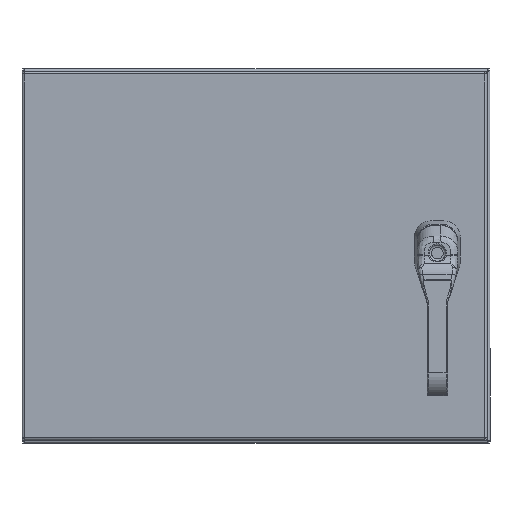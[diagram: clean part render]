
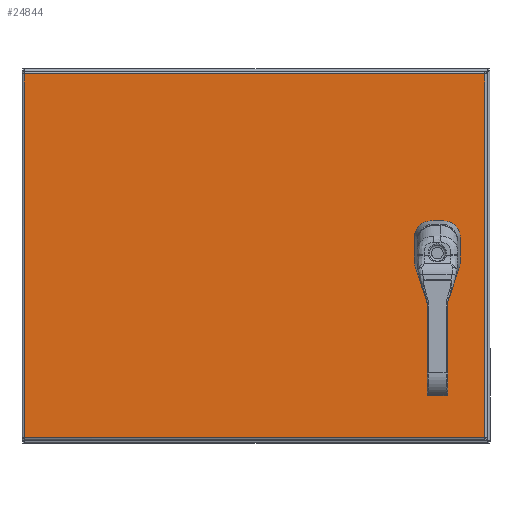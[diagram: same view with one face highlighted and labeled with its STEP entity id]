
A CAD part, top view. The second image highlights one B-rep face of the part: STEP entity #24844.
In plain terms, the highlighted planar face has unit normal (0, 0, 1).
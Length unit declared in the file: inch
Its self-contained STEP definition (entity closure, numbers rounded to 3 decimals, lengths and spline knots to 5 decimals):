
#216 = FACE_BOUND ( 'NONE', #59112, .T. ) ;
#265 = VECTOR ( 'NONE', #19510, 39.37008 ) ;
#643 = ORIENTED_EDGE ( 'NONE', *, *, #47913, .F. ) ;
#693 = CARTESIAN_POINT ( 'NONE',  ( 19.76975, 8., 8.9175 ) ) ;
#788 = VERTEX_POINT ( 'NONE', #67843 ) ;
#1504 = CARTESIAN_POINT ( 'NONE',  ( 17.75, 8., 8.9175 ) ) ;
#1545 = CARTESIAN_POINT ( 'NONE',  ( 19.76975, 15.76975, 8.9175 ) ) ;
#1663 = DIRECTION ( 'NONE',  ( 0., 1., 0. ) ) ;
#1844 = VERTEX_POINT ( 'NONE', #6054 ) ;
#2275 = DIRECTION ( 'NONE',  ( 0., 1., 0. ) ) ;
#2632 = DIRECTION ( 'NONE',  ( 0., -1., 0. ) ) ;
#2764 = DIRECTION ( 'NONE',  ( 0., 0., -1. ) ) ;
#2793 = CARTESIAN_POINT ( 'NONE',  ( 19.76975, 0.23025, 8.9175 ) ) ;
#2881 = CARTESIAN_POINT ( 'NONE',  ( 18.15, 7.78738, 8.9175 ) ) ;
#3383 = CIRCLE ( 'NONE', #18435, 0.453 ) ;
#3701 = LINE ( 'NONE', #19045, #45560 ) ;
#4272 = AXIS2_PLACEMENT_3D ( 'NONE', #8303, #59604, #8553 ) ;
#4470 = AXIS2_PLACEMENT_3D ( 'NONE', #31839, #25389, #49058 ) ;
#4558 = ORIENTED_EDGE ( 'NONE', *, *, #25107, .T. ) ;
#4641 = FACE_OUTER_BOUND ( 'NONE', #11704, .T. ) ;
#5032 = CARTESIAN_POINT ( 'NONE',  ( 17.35, 8.21262, 8.9175 ) ) ;
#6054 = CARTESIAN_POINT ( 'NONE',  ( 17.96262, 7.6, 8.9175 ) ) ;
#6259 = CARTESIAN_POINT ( 'NONE',  ( 17.53738, 7.6, 8.9175 ) ) ;
#7102 = AXIS2_PLACEMENT_3D ( 'NONE', #72004, #32389, #61339 ) ;
#7601 = VECTOR ( 'NONE', #2632, 39.37008 ) ;
#7727 = CARTESIAN_POINT ( 'NONE',  ( 9.9375, 8., 8.9175 ) ) ;
#8258 = EDGE_CURVE ( 'NONE', #8267, #8267, #43820, .T. ) ;
#8267 = VERTEX_POINT ( 'NONE', #26755 ) ;
#8303 = CARTESIAN_POINT ( 'NONE',  ( 17.75, 8., 8.9175 ) ) ;
#8553 = DIRECTION ( 'NONE',  ( -1., 0., 0. ) ) ;
#8632 = AXIS2_PLACEMENT_3D ( 'NONE', #7727, #19376, #25842 ) ;
#9686 = DIRECTION ( 'NONE',  ( 0., 0., -1. ) ) ;
#10245 = EDGE_LOOP ( 'NONE', ( #72133, #17382, #73337, #65409, #68948, #57064, #4558, #66709 ) ) ;
#10952 = DIRECTION ( 'NONE',  ( -1., 0., 0. ) ) ;
#11702 = VERTEX_POINT ( 'NONE', #19688 ) ;
#11704 = EDGE_LOOP ( 'NONE', ( #643, #62232, #61700, #11989 ) ) ;
#11719 = VERTEX_POINT ( 'NONE', #2793 ) ;
#11989 = ORIENTED_EDGE ( 'NONE', *, *, #62343, .F. ) ;
#12877 = LINE ( 'NONE', #693, #53004 ) ;
#12887 = AXIS2_PLACEMENT_3D ( 'NONE', #59042, #2764, #42549 ) ;
#13633 = PLANE ( 'NONE',  #8632 ) ;
#14468 = VECTOR ( 'NONE', #2275, 39.37008 ) ;
#15367 = LINE ( 'NONE', #19858, #39437 ) ;
#17382 = ORIENTED_EDGE ( 'NONE', *, *, #27090, .T. ) ;
#18168 = DIRECTION ( 'NONE',  ( 0., 0., -1. ) ) ;
#18435 = AXIS2_PLACEMENT_3D ( 'NONE', #61783, #9686, #73190 ) ;
#19045 = CARTESIAN_POINT ( 'NONE',  ( 17.35, 8.21262, 8.9175 ) ) ;
#19376 = DIRECTION ( 'NONE',  ( 0., 0., -1. ) ) ;
#19510 = DIRECTION ( 'NONE',  ( 1., 0., 0. ) ) ;
#19688 = CARTESIAN_POINT ( 'NONE',  ( 18.15, 7.78738, 8.9175 ) ) ;
#19858 = CARTESIAN_POINT ( 'NONE',  ( 9.9375, 15.76975, 8.9175 ) ) ;
#21732 = CIRCLE ( 'NONE', #7102, 0.453 ) ;
#24311 = LINE ( 'NONE', #46936, #265 ) ;
#24844 = ADVANCED_FACE ( 'NONE', ( #216, #59014, #40244, #70556, #4641 ), #13633, .F. ) ;
#25107 = EDGE_CURVE ( 'NONE', #31464, #73180, #3701, .T. ) ;
#25389 = DIRECTION ( 'NONE',  ( 0., 0., -1. ) ) ;
#25842 = DIRECTION ( 'NONE',  ( -1., 0., 0. ) ) ;
#26755 = CARTESIAN_POINT ( 'NONE',  ( 17.61, 6.62197, 8.9175 ) ) ;
#27090 = EDGE_CURVE ( 'NONE', #788, #63767, #42844, .T. ) ;
#28156 = CARTESIAN_POINT ( 'NONE',  ( 17.61, 8.88497, 8.9175 ) ) ;
#29633 = LINE ( 'NONE', #35602, #14468 ) ;
#31010 = LINE ( 'NONE', #6259, #48832 ) ;
#31464 = VERTEX_POINT ( 'NONE', #71811 ) ;
#31839 = CARTESIAN_POINT ( 'NONE',  ( 17.75, 8.88497, 8.9175 ) ) ;
#32389 = DIRECTION ( 'NONE',  ( 0., 0., -1. ) ) ;
#32557 = AXIS2_PLACEMENT_3D ( 'NONE', #1504, #18168, #69203 ) ;
#33551 = CARTESIAN_POINT ( 'NONE',  ( 17.53738, 8.4, 8.9175 ) ) ;
#34337 = DIRECTION ( 'NONE',  ( -1., 0., 0. ) ) ;
#34577 = CARTESIAN_POINT ( 'NONE',  ( 9.9375, 0.23025, 8.9175 ) ) ;
#34850 = EDGE_CURVE ( 'NONE', #11702, #1844, #3383, .T. ) ;
#35255 = EDGE_LOOP ( 'NONE', ( #44057 ) ) ;
#35602 = CARTESIAN_POINT ( 'NONE',  ( 0.10525, 8., 8.9175 ) ) ;
#35734 = DIRECTION ( 'NONE',  ( 0., -1., 0. ) ) ;
#35769 = EDGE_CURVE ( 'NONE', #73180, #69002, #21732, .T. ) ;
#36067 = LINE ( 'NONE', #2881, #7601 ) ;
#39437 = VECTOR ( 'NONE', #71390, 39.37008 ) ;
#40244 = FACE_BOUND ( 'NONE', #35255, .T. ) ;
#41082 = EDGE_LOOP ( 'NONE', ( #53895 ) ) ;
#41156 = CARTESIAN_POINT ( 'NONE',  ( 17.61, 7.11397, 8.9175 ) ) ;
#42461 = ORIENTED_EDGE ( 'NONE', *, *, #8258, .T. ) ;
#42549 = DIRECTION ( 'NONE',  ( -1., 0., 0. ) ) ;
#42844 = CIRCLE ( 'NONE', #32557, 0.453 ) ;
#43306 = EDGE_CURVE ( 'NONE', #64294, #64294, #49420, .T. ) ;
#43770 = AXIS2_PLACEMENT_3D ( 'NONE', #44554, #45567, #10952 ) ;
#43820 = CIRCLE ( 'NONE', #12887, 0.14 ) ;
#43882 = EDGE_CURVE ( 'NONE', #70031, #72361, #15367, .T. ) ;
#44057 = ORIENTED_EDGE ( 'NONE', *, *, #68665, .T. ) ;
#44554 = CARTESIAN_POINT ( 'NONE',  ( 17.75, 7.11397, 8.9175 ) ) ;
#45104 = CARTESIAN_POINT ( 'NONE',  ( 0.10525, 15.76975, 8.9175 ) ) ;
#45560 = VECTOR ( 'NONE', #1663, 39.37008 ) ;
#45567 = DIRECTION ( 'NONE',  ( 0., 0., -1. ) ) ;
#46648 = EDGE_CURVE ( 'NONE', #72361, #11719, #12877, .T. ) ;
#46936 = CARTESIAN_POINT ( 'NONE',  ( 17.96262, 8.4, 8.9175 ) ) ;
#47913 = EDGE_CURVE ( 'NONE', #11719, #69825, #49007, .T. ) ;
#48678 = EDGE_CURVE ( 'NONE', #63767, #11702, #36067, .T. ) ;
#48832 = VECTOR ( 'NONE', #64031, 39.37008 ) ;
#49007 = LINE ( 'NONE', #34577, #63261 ) ;
#49058 = DIRECTION ( 'NONE',  ( -1., 0., 0. ) ) ;
#49420 = CIRCLE ( 'NONE', #43770, 0.14 ) ;
#49787 = EDGE_CURVE ( 'NONE', #69002, #788, #24311, .T. ) ;
#53004 = VECTOR ( 'NONE', #35734, 39.37008 ) ;
#53895 = ORIENTED_EDGE ( 'NONE', *, *, #43306, .T. ) ;
#54600 = VERTEX_POINT ( 'NONE', #64099 ) ;
#57064 = ORIENTED_EDGE ( 'NONE', *, *, #72988, .T. ) ;
#59014 = FACE_BOUND ( 'NONE', #41082, .T. ) ;
#59042 = CARTESIAN_POINT ( 'NONE',  ( 17.75, 6.62197, 8.9175 ) ) ;
#59112 = EDGE_LOOP ( 'NONE', ( #42461 ) ) ;
#59604 = DIRECTION ( 'NONE',  ( 0., 0., -1. ) ) ;
#59731 = VERTEX_POINT ( 'NONE', #28156 ) ;
#60218 = CIRCLE ( 'NONE', #4272, 0.453 ) ;
#61339 = DIRECTION ( 'NONE',  ( -1., 0., 0. ) ) ;
#61700 = ORIENTED_EDGE ( 'NONE', *, *, #43882, .F. ) ;
#61783 = CARTESIAN_POINT ( 'NONE',  ( 17.75, 8., 8.9175 ) ) ;
#62232 = ORIENTED_EDGE ( 'NONE', *, *, #46648, .F. ) ;
#62343 = EDGE_CURVE ( 'NONE', #69825, #70031, #29633, .T. ) ;
#62625 = CARTESIAN_POINT ( 'NONE',  ( 18.15, 8.21262, 8.9175 ) ) ;
#63261 = VECTOR ( 'NONE', #34337, 39.37008 ) ;
#63767 = VERTEX_POINT ( 'NONE', #62625 ) ;
#64031 = DIRECTION ( 'NONE',  ( -1., 0., 0. ) ) ;
#64099 = CARTESIAN_POINT ( 'NONE',  ( 17.53738, 7.6, 8.9175 ) ) ;
#64294 = VERTEX_POINT ( 'NONE', #41156 ) ;
#65409 = ORIENTED_EDGE ( 'NONE', *, *, #34850, .T. ) ;
#65566 = CARTESIAN_POINT ( 'NONE',  ( 0.10525, 0.23025, 8.9175 ) ) ;
#66709 = ORIENTED_EDGE ( 'NONE', *, *, #35769, .T. ) ;
#67392 = EDGE_CURVE ( 'NONE', #1844, #54600, #31010, .T. ) ;
#67843 = CARTESIAN_POINT ( 'NONE',  ( 17.96262, 8.4, 8.9175 ) ) ;
#68665 = EDGE_CURVE ( 'NONE', #59731, #59731, #71020, .T. ) ;
#68948 = ORIENTED_EDGE ( 'NONE', *, *, #67392, .T. ) ;
#69002 = VERTEX_POINT ( 'NONE', #33551 ) ;
#69203 = DIRECTION ( 'NONE',  ( -1., 0., 0. ) ) ;
#69825 = VERTEX_POINT ( 'NONE', #65566 ) ;
#70031 = VERTEX_POINT ( 'NONE', #45104 ) ;
#70556 = FACE_BOUND ( 'NONE', #10245, .T. ) ;
#71020 = CIRCLE ( 'NONE', #4470, 0.14 ) ;
#71390 = DIRECTION ( 'NONE',  ( 1., 0., 0. ) ) ;
#71811 = CARTESIAN_POINT ( 'NONE',  ( 17.35, 7.78738, 8.9175 ) ) ;
#72004 = CARTESIAN_POINT ( 'NONE',  ( 17.75, 8., 8.9175 ) ) ;
#72133 = ORIENTED_EDGE ( 'NONE', *, *, #49787, .T. ) ;
#72361 = VERTEX_POINT ( 'NONE', #1545 ) ;
#72988 = EDGE_CURVE ( 'NONE', #54600, #31464, #60218, .T. ) ;
#73180 = VERTEX_POINT ( 'NONE', #5032 ) ;
#73190 = DIRECTION ( 'NONE',  ( -1., 0., 0. ) ) ;
#73337 = ORIENTED_EDGE ( 'NONE', *, *, #48678, .T. ) ;
